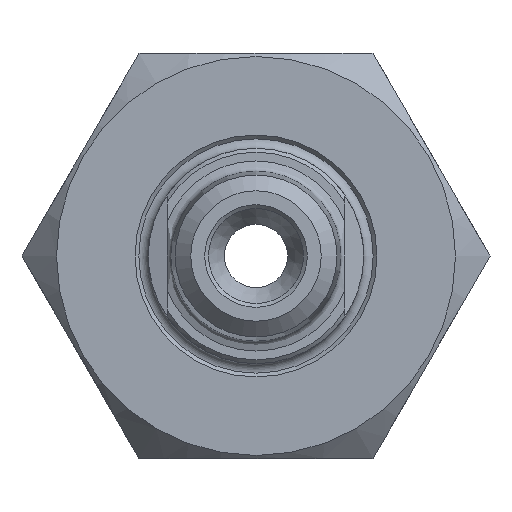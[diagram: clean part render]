
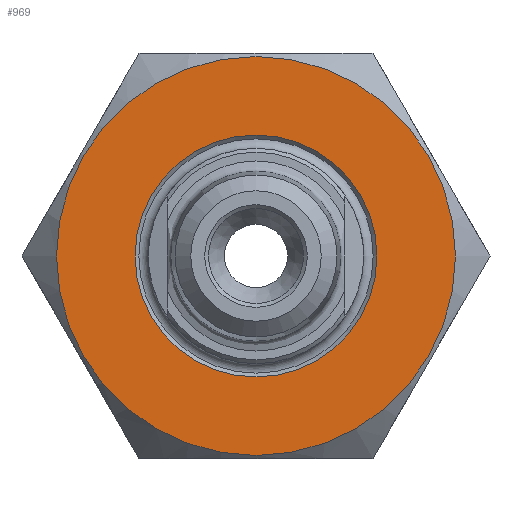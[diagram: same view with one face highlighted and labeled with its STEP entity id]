
A CAD part, left-side view. The second image highlights one B-rep face of the part: STEP entity #969.
In plain terms, the highlighted planar face has unit normal (-1, 0, 0).
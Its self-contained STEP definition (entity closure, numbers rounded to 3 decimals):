
#51=FACE_BOUND('',#163,.T.);
#69=PLANE('',#1113);
#101=FACE_OUTER_BOUND('',#162,.T.);
#162=EDGE_LOOP('',(#699));
#163=EDGE_LOOP('',(#700));
#340=CIRCLE('',#1094,15.75);
#347=CIRCLE('',#1108,9.55);
#421=VERTEX_POINT('',#1613);
#427=VERTEX_POINT('',#1639);
#518=EDGE_CURVE('',#421,#421,#340,.T.);
#530=EDGE_CURVE('',#427,#427,#347,.T.);
#699=ORIENTED_EDGE('',*,*,#518,.T.);
#700=ORIENTED_EDGE('',*,*,#530,.F.);
#969=ADVANCED_FACE('',(#101,#51),#69,.T.);
#1094=AXIS2_PLACEMENT_3D('',#1615,#1241,#1242);
#1108=AXIS2_PLACEMENT_3D('',#1640,#1274,#1275);
#1113=AXIS2_PLACEMENT_3D('',#1650,#1286,#1287);
#1241=DIRECTION('center_axis',(-1.,0.,0.));
#1242=DIRECTION('ref_axis',(0.,1.,0.));
#1274=DIRECTION('center_axis',(-1.,0.,0.));
#1275=DIRECTION('ref_axis',(0.,0.,-1.));
#1286=DIRECTION('center_axis',(-1.,0.,0.));
#1287=DIRECTION('ref_axis',(0.,0.,1.));
#1613=CARTESIAN_POINT('',(-13.5,-15.75,0.));
#1615=CARTESIAN_POINT('Origin',(-13.5,0.,0.));
#1639=CARTESIAN_POINT('',(-13.5,0.,9.55));
#1640=CARTESIAN_POINT('Origin',(-13.5,0.,0.));
#1650=CARTESIAN_POINT('Origin',(-13.5,0.,0.));
